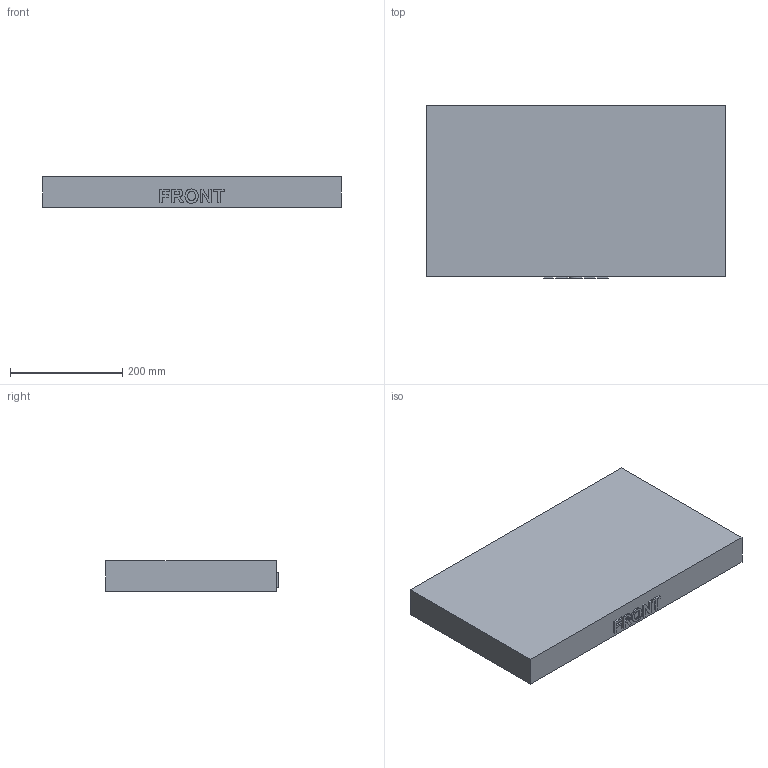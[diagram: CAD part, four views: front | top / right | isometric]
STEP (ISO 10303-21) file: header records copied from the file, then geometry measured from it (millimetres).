
FILE_DESCRIPTION( ( 'Unknown' ), '1' );
FILE_NAME( '2500-lid_internal_tub.stp', 'Unknown', ( 'Unknown' ), ( 'Unknown' ), 'PSStep 10.1', 'Unknown', ' ' );
FILE_SCHEMA( ( 'AUTOMOTIVE_DESIGN { 1 0 10303 214 1 1 1 1 }' ) );
Length unit declared in the file: millimetre
Products named in the file (1): 1
Bounding box: 533.4 x 307.98 x 53.98 mm (x, y, z)
Volume: 1479588 mm3; surface area: 484996.6 mm2
Topology: 1 solids, 1 shells, 262 faces, 625 edges, 366 vertices
Faces by surface type: bspline 107, cylinder 77, plane 72, extrusion 6
Entity records: 10689 total; most frequent: CARTESIAN_POINT 5583, ORIENTED_EDGE 1230, DIRECTION 801, EDGE_CURVE 615, VERTEX_POINT 366, AXIS2_PLACEMENT_3D 306, B_SPLINE_CURVE_WITH_KNOTS 278, EDGE_LOOP 273
